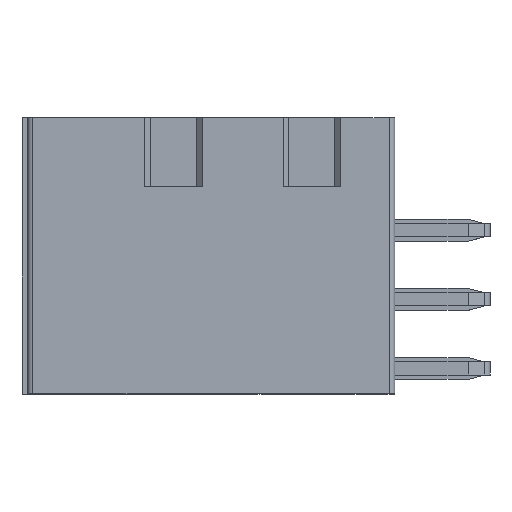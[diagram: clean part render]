
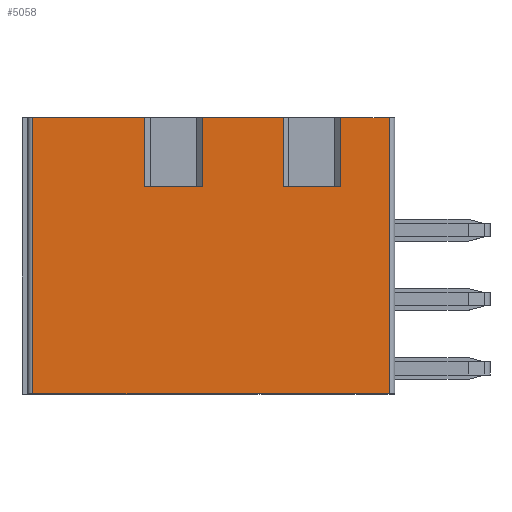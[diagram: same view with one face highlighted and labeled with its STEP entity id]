
A CAD part, top view. The second image highlights one B-rep face of the part: STEP entity #5058.
In plain terms, the highlighted planar face has unit normal (0, 0, 1).
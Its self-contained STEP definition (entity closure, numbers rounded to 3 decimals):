
#253=DIRECTION('',(0.,1.,0.));
#254=VECTOR('',#253,10.16);
#255=CARTESIAN_POINT('',(-13.3,-5.08,0.));
#256=LINE('',#255,#254);
#257=DIRECTION('',(0.,1.,0.));
#258=VECTOR('',#257,2.54);
#259=CARTESIAN_POINT('',(-9.18,2.54,0.));
#260=LINE('',#259,#258);
#261=DIRECTION('',(1.,0.,0.));
#262=VECTOR('',#261,2.1);
#263=CARTESIAN_POINT('',(-9.18,2.54,0.));
#264=LINE('',#263,#262);
#265=DIRECTION('',(0.,1.,0.));
#266=VECTOR('',#265,2.54);
#267=CARTESIAN_POINT('',(-7.08,2.54,0.));
#268=LINE('',#267,#266);
#269=DIRECTION('',(0.,1.,0.));
#270=VECTOR('',#269,2.54);
#271=CARTESIAN_POINT('',(-4.1,2.54,0.));
#272=LINE('',#271,#270);
#273=DIRECTION('',(1.,0.,0.));
#274=VECTOR('',#273,2.1);
#275=CARTESIAN_POINT('',(-4.1,2.54,0.));
#276=LINE('',#275,#274);
#277=DIRECTION('',(0.,1.,0.));
#278=VECTOR('',#277,2.54);
#279=CARTESIAN_POINT('',(-2.,2.54,0.));
#280=LINE('',#279,#278);
#281=DIRECTION('',(0.,1.,0.));
#282=VECTOR('',#281,10.16);
#283=CARTESIAN_POINT('',(-0.2,-5.08,0.));
#284=LINE('',#283,#282);
#1212=DIRECTION('',(1.,0.,0.));
#1213=VECTOR('',#1212,13.1);
#1214=CARTESIAN_POINT('',(-13.3,-5.08,0.));
#1215=LINE('',#1214,#1213);
#1987=DIRECTION('',(1.,0.,0.));
#1988=VECTOR('',#1987,2.98);
#1989=CARTESIAN_POINT('',(-7.08,5.08,0.));
#1990=LINE('',#1989,#1988);
#2003=DIRECTION('',(1.,0.,0.));
#2004=VECTOR('',#2003,4.12);
#2005=CARTESIAN_POINT('',(-13.3,5.08,0.));
#2006=LINE('',#2005,#2004);
#2092=DIRECTION('',(1.,0.,0.));
#2093=VECTOR('',#2092,1.8);
#2094=CARTESIAN_POINT('',(-2.,5.08,0.));
#2095=LINE('',#2094,#2093);
#3864=CARTESIAN_POINT('',(-13.3,5.08,0.));
#3865=VERTEX_POINT('',#3864);
#3866=CARTESIAN_POINT('',(-0.2,5.08,0.));
#3868=VERTEX_POINT('',#3866);
#3947=CARTESIAN_POINT('',(-4.1,5.08,0.));
#3949=VERTEX_POINT('',#3947);
#3950=CARTESIAN_POINT('',(-2.,5.08,0.));
#3952=VERTEX_POINT('',#3950);
#3958=CARTESIAN_POINT('',(-9.18,5.08,0.));
#3959=VERTEX_POINT('',#3958);
#3960=CARTESIAN_POINT('',(-7.08,5.08,0.));
#3961=VERTEX_POINT('',#3960);
#3979=CARTESIAN_POINT('',(-4.1,2.54,0.));
#3981=VERTEX_POINT('',#3979);
#3982=CARTESIAN_POINT('',(-2.,2.54,0.));
#3984=VERTEX_POINT('',#3982);
#3990=CARTESIAN_POINT('',(-9.18,2.54,0.));
#3991=VERTEX_POINT('',#3990);
#3992=CARTESIAN_POINT('',(-7.08,2.54,0.));
#3993=VERTEX_POINT('',#3992);
#4200=CARTESIAN_POINT('',(-13.3,-5.08,0.));
#4201=VERTEX_POINT('',#4200);
#4202=CARTESIAN_POINT('',(-0.2,-5.08,0.));
#4203=VERTEX_POINT('',#4202);
#5028=CARTESIAN_POINT('',(-13.3,0.,0.));
#5029=DIRECTION('',(0.,0.,1.));
#5030=DIRECTION('',(1.,0.,0.));
#5031=AXIS2_PLACEMENT_3D('',#5028,#5029,#5030);
#5032=PLANE('',#5031);
#5034=ORIENTED_EDGE('',*,*,#5033,.F.);
#5036=ORIENTED_EDGE('',*,*,#5035,.F.);
#5037=ORIENTED_EDGE('',*,*,#5018,.T.);
#5039=ORIENTED_EDGE('',*,*,#5038,.T.);
#5041=ORIENTED_EDGE('',*,*,#5040,.F.);
#5043=ORIENTED_EDGE('',*,*,#5042,.T.);
#5045=ORIENTED_EDGE('',*,*,#5044,.T.);
#5047=ORIENTED_EDGE('',*,*,#5046,.T.);
#5049=ORIENTED_EDGE('',*,*,#5048,.F.);
#5051=ORIENTED_EDGE('',*,*,#5050,.T.);
#5053=ORIENTED_EDGE('',*,*,#5052,.T.);
#5055=ORIENTED_EDGE('',*,*,#5054,.T.);
#5056=EDGE_LOOP('',(#5034,#5036,#5037,#5039,#5041,#5043,#5045,#5047,#5049,#5051,
#5053,#5055));
#5057=FACE_OUTER_BOUND('',#5056,.F.);
#5018=EDGE_CURVE('',#4201,#3865,#256,.T.);
#5033=EDGE_CURVE('',#4203,#3868,#284,.T.);
#5035=EDGE_CURVE('',#4201,#4203,#1215,.T.);
#5038=EDGE_CURVE('',#3865,#3959,#2006,.T.);
#5040=EDGE_CURVE('',#3991,#3959,#260,.T.);
#5042=EDGE_CURVE('',#3991,#3993,#264,.T.);
#5044=EDGE_CURVE('',#3993,#3961,#268,.T.);
#5046=EDGE_CURVE('',#3961,#3949,#1990,.T.);
#5048=EDGE_CURVE('',#3981,#3949,#272,.T.);
#5050=EDGE_CURVE('',#3981,#3984,#276,.T.);
#5052=EDGE_CURVE('',#3984,#3952,#280,.T.);
#5054=EDGE_CURVE('',#3952,#3868,#2095,.T.);
#5058=ADVANCED_FACE('',(#5057),#5032,.T.);
